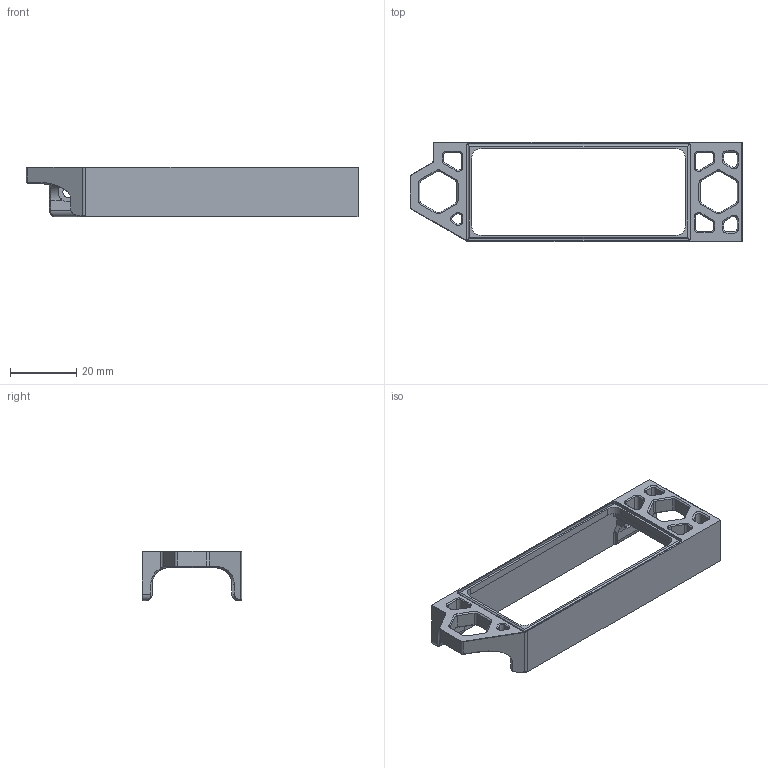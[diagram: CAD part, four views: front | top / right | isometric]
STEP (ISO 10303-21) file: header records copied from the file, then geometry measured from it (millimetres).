
FILE_DESCRIPTION(/* description */ (''),/* implementation_level */ '2;1');
FILE_NAME(/* name */ 'inlet_skirt.step',/* time_stamp */ '2020-09-11T12:07:03-07:00',/* author */ (''),/* organization */ (''),/* preprocessor_version */ 'ST-DEVELOPER v18.1',/* originating_system */ 'Autodesk Translation Framework v9.3.0.1241',/* authorisation */ '');
FILE_SCHEMA (('AUTOMOTIVE_DESIGN { 1 0 10303 214 3 1 1 }'));
Length unit declared in the file: millimetre
Products named in the file (2): inlet_skirt; Component1
Assembly tree (1 placements, depth 2):
  inlet_skirt
    Component1
Bounding box: 100 x 30 x 15 mm (x, y, z)
Volume: 7063.1 mm3; surface area: 9457.6 mm2
Topology: 2 solids, 2 shells, 375 faces, 955 edges, 571 vertices
Faces by surface type: plane 152, cylinder 80, cone 76, bspline 67
Full cylindrical faces by diameter (mm): 3.4 x2, 6 x2
Entity records: 14576 total; most frequent: CARTESIAN_POINT 5908, ORIENTED_EDGE 1896, DIRECTION 1622, EDGE_CURVE 948, VERTEX_POINT 571, LINE 554, VECTOR 554, AXIS2_PLACEMENT_3D 534
